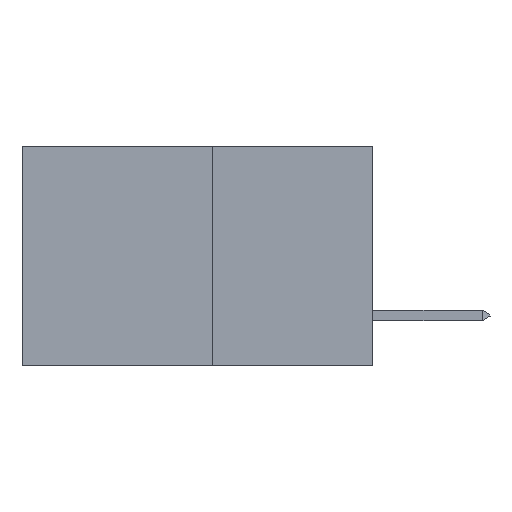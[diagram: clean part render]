
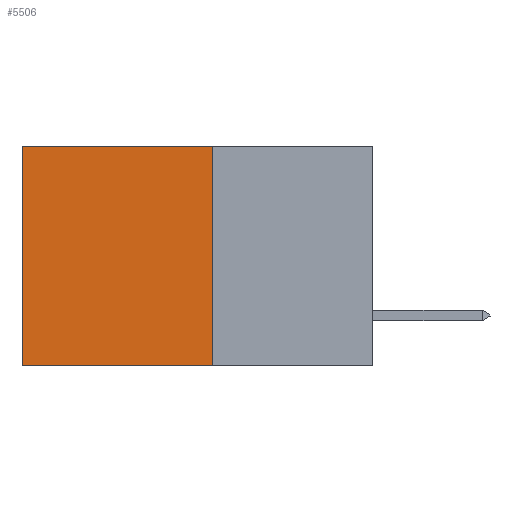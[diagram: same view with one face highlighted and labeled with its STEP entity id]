
A CAD part, left-side view. The second image highlights one B-rep face of the part: STEP entity #5506.
In plain terms, the highlighted planar face has unit normal (-1, 0, 0).
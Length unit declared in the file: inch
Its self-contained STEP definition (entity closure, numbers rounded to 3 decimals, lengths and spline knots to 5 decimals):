
#2796 = VERTEX_POINT ( 'NONE', #27898 ) ;
#3444 = CARTESIAN_POINT ( 'NONE',  ( 0.277, 0.27, 0. ) ) ;
#3608 = EDGE_CURVE ( 'NONE', #9944, #18563, #22823, .T. ) ;
#4085 = DIRECTION ( 'NONE',  ( 0., 0., -1. ) ) ;
#4577 = CARTESIAN_POINT ( 'NONE',  ( 0.277, 0.59, -0.37 ) ) ;
#4644 = DIRECTION ( 'NONE',  ( 0., 0., -1. ) ) ;
#5506 = ADVANCED_FACE ( 'NONE', ( #31822 ), #21769, .F. ) ;
#9878 = ORIENTED_EDGE ( 'NONE', *, *, #20601, .T. ) ;
#9944 = VERTEX_POINT ( 'NONE', #16975 ) ;
#16544 = ORIENTED_EDGE ( 'NONE', *, *, #3608, .T. ) ;
#16975 = CARTESIAN_POINT ( 'NONE',  ( 0.277, 0.59, 0. ) ) ;
#17387 = LINE ( 'NONE', #32466, #30123 ) ;
#18268 = VERTEX_POINT ( 'NONE', #23259 ) ;
#18563 = VERTEX_POINT ( 'NONE', #26491 ) ;
#19242 = DIRECTION ( 'NONE',  ( 0., 1., 0. ) ) ;
#20601 = EDGE_CURVE ( 'NONE', #2796, #9944, #32581, .T. ) ;
#20893 = LINE ( 'NONE', #26829, #26855 ) ;
#21769 = PLANE ( 'NONE',  #25998 ) ;
#21991 = DIRECTION ( 'NONE',  ( 0., 0., -1. ) ) ;
#21999 = DIRECTION ( 'NONE',  ( 1., 0., 0. ) ) ;
#22218 = CARTESIAN_POINT ( 'NONE',  ( 0.277, 0.27, -0.37 ) ) ;
#22823 = LINE ( 'NONE', #4577, #29540 ) ;
#23259 = CARTESIAN_POINT ( 'NONE',  ( 0.277, 0.27, -0.37 ) ) ;
#23807 = EDGE_CURVE ( 'NONE', #18268, #18563, #20893, .T. ) ;
#25998 = AXIS2_PLACEMENT_3D ( 'NONE', #22218, #21999, #21991 ) ;
#26228 = ORIENTED_EDGE ( 'NONE', *, *, #23807, .F. ) ;
#26491 = CARTESIAN_POINT ( 'NONE',  ( 0.277, 0.59, -0.37 ) ) ;
#26829 = CARTESIAN_POINT ( 'NONE',  ( 0.277, 0.27, -0.37 ) ) ;
#26855 = VECTOR ( 'NONE', #26938, 39.37008 ) ;
#26938 = DIRECTION ( 'NONE',  ( 0., 1., 0. ) ) ;
#27148 = ORIENTED_EDGE ( 'NONE', *, *, #31765, .F. ) ;
#27898 = CARTESIAN_POINT ( 'NONE',  ( 0.277, 0.27, 0. ) ) ;
#29540 = VECTOR ( 'NONE', #4644, 39.37008 ) ;
#30123 = VECTOR ( 'NONE', #4085, 39.37008 ) ;
#31765 = EDGE_CURVE ( 'NONE', #2796, #18268, #17387, .T. ) ;
#31793 = VECTOR ( 'NONE', #19242, 39.37008 ) ;
#31822 = FACE_OUTER_BOUND ( 'NONE', #32084, .T. ) ;
#32084 = EDGE_LOOP ( 'NONE', ( #16544, #26228, #27148, #9878 ) ) ;
#32466 = CARTESIAN_POINT ( 'NONE',  ( 0.277, 0.27, -0.37 ) ) ;
#32581 = LINE ( 'NONE', #3444, #31793 ) ;
